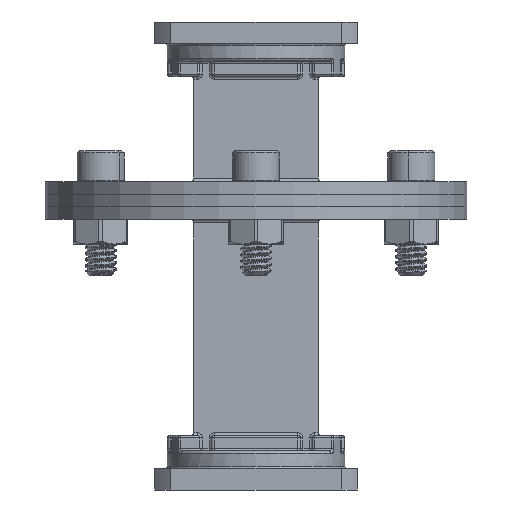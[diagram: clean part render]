
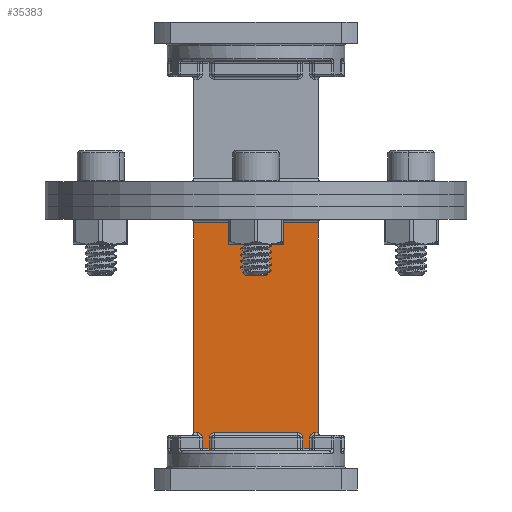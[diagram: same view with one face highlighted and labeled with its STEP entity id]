
A CAD part, front view. The second image highlights one B-rep face of the part: STEP entity #35383.
In plain terms, the highlighted planar face has unit normal (0, -1, 0).
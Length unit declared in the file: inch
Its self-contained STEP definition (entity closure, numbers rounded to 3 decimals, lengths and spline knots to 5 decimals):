
#136 = ORIENTED_EDGE ( 'NONE', *, *, #28444, .F. ) ;
#146 = VERTEX_POINT ( 'NONE', #19659 ) ;
#1125 = VERTEX_POINT ( 'NONE', #40078 ) ;
#1525 = CARTESIAN_POINT ( 'NONE',  ( 0.33625, -0.25, -3.2925 ) ) ;
#1800 = VERTEX_POINT ( 'NONE', #2316 ) ;
#1918 = VERTEX_POINT ( 'NONE', #19356 ) ;
#2060 = VERTEX_POINT ( 'NONE', #29152 ) ;
#2187 = DIRECTION ( 'NONE',  ( 0., 0., 1. ) ) ;
#2316 = CARTESIAN_POINT ( 'NONE',  ( 0.47, -0.25, -3.2925 ) ) ;
#3832 = CARTESIAN_POINT ( 'NONE',  ( -0.35625, -0.25, -3.2925 ) ) ;
#4214 = VECTOR ( 'NONE', #22126, 39.37008 ) ;
#4842 = CARTESIAN_POINT ( 'NONE',  ( -0.35625, -0.25, 0.55557 ) ) ;
#4859 = CARTESIAN_POINT ( 'NONE',  ( -0.33625, -0.25, -3.2925 ) ) ;
#5470 = CARTESIAN_POINT ( 'NONE',  ( 0.5, -0.25, -1.61 ) ) ;
#5735 = VERTEX_POINT ( 'NONE', #44653 ) ;
#6415 = LINE ( 'NONE', #13473, #19673 ) ;
#6582 = VERTEX_POINT ( 'NONE', #22939 ) ;
#6941 = ORIENTED_EDGE ( 'NONE', *, *, #49504, .F. ) ;
#6968 = CIRCLE ( 'NONE', #46284, 0.04 ) ;
#7750 = DIRECTION ( 'NONE',  ( 0., 0., 1. ) ) ;
#8147 = ORIENTED_EDGE ( 'NONE', *, *, #41575, .T. ) ;
#8287 = VERTEX_POINT ( 'NONE', #29940 ) ;
#8501 = CARTESIAN_POINT ( 'NONE',  ( 0.47, -0.25, -3.3325 ) ) ;
#8713 = EDGE_CURVE ( 'NONE', #1800, #9067, #42133, .T. ) ;
#9067 = VERTEX_POINT ( 'NONE', #48925 ) ;
#9366 = PLANE ( 'NONE',  #44480 ) ;
#9417 = DIRECTION ( 'NONE',  ( 1., 0., 0. ) ) ;
#9667 = LINE ( 'NONE', #39597, #21115 ) ;
#10541 = EDGE_CURVE ( 'NONE', #1918, #1125, #28485, .T. ) ;
#10738 = EDGE_LOOP ( 'NONE', ( #39910, #44478, #136, #8147, #6941, #45846, #30099, #18666, #20087, #15012, #18304, #45363, #31104, #25288, #40885, #33323 ) ) ;
#11737 = CARTESIAN_POINT ( 'NONE',  ( 0.5, -0.25, -4.43053 ) ) ;
#11985 = DIRECTION ( 'NONE',  ( 0., 0., 1. ) ) ;
#12199 = VERTEX_POINT ( 'NONE', #35543 ) ;
#13473 = CARTESIAN_POINT ( 'NONE',  ( -0.5, -0.25, -1.61 ) ) ;
#13693 = LINE ( 'NONE', #17224, #31593 ) ;
#13801 = VECTOR ( 'NONE', #30350, 39.37008 ) ;
#15012 = ORIENTED_EDGE ( 'NONE', *, *, #39145, .T. ) ;
#15014 = CARTESIAN_POINT ( 'NONE',  ( -0.35625, -0.25, -3.2925 ) ) ;
#16032 = EDGE_CURVE ( 'NONE', #1125, #9067, #21445, .T. ) ;
#16654 = AXIS2_PLACEMENT_3D ( 'NONE', #24799, #32092, #2187 ) ;
#17224 = CARTESIAN_POINT ( 'NONE',  ( -0.37625, -0.25, -3.3125 ) ) ;
#18027 = DIRECTION ( 'NONE',  ( 0., 0., 1. ) ) ;
#18037 = VECTOR ( 'NONE', #40784, 39.37008 ) ;
#18304 = ORIENTED_EDGE ( 'NONE', *, *, #48316, .F. ) ;
#18350 = LINE ( 'NONE', #29667, #4214 ) ;
#18666 = ORIENTED_EDGE ( 'NONE', *, *, #34745, .T. ) ;
#18759 = LINE ( 'NONE', #49151, #37968 ) ;
#19156 = DIRECTION ( 'NONE',  ( 0., -1., 0. ) ) ;
#19356 = CARTESIAN_POINT ( 'NONE',  ( 0.37625, -0.25, -3.4175 ) ) ;
#19659 = CARTESIAN_POINT ( 'NONE',  ( -0.43, -0.25, -3.3325 ) ) ;
#19673 = VECTOR ( 'NONE', #28808, 39.37008 ) ;
#20087 = ORIENTED_EDGE ( 'NONE', *, *, #36708, .F. ) ;
#20184 = DIRECTION ( 'NONE',  ( 1., 0., 0. ) ) ;
#20811 = CARTESIAN_POINT ( 'NONE',  ( 0.37625, -0.25, -3.3325 ) ) ;
#21115 = VECTOR ( 'NONE', #9417, 39.37008 ) ;
#21445 = LINE ( 'NONE', #44069, #18037 ) ;
#21741 = CARTESIAN_POINT ( 'NONE',  ( 0.37625, -0.25, -3.4375 ) ) ;
#22126 = DIRECTION ( 'NONE',  ( 1., 0., 0. ) ) ;
#22432 = LINE ( 'NONE', #3832, #39691 ) ;
#22939 = CARTESIAN_POINT ( 'NONE',  ( -0.5, -0.25, -1.61 ) ) ;
#23540 = LINE ( 'NONE', #11737, #38111 ) ;
#24459 = FACE_OUTER_BOUND ( 'NONE', #10738, .T. ) ;
#24698 = CIRCLE ( 'NONE', #16654, 0.04 ) ;
#24799 = CARTESIAN_POINT ( 'NONE',  ( -0.47, -0.25, -3.3325 ) ) ;
#25288 = ORIENTED_EDGE ( 'NONE', *, *, #16032, .T. ) ;
#25658 = LINE ( 'NONE', #40975, #32447 ) ;
#27518 = EDGE_CURVE ( 'NONE', #1800, #41127, #37884, .T. ) ;
#27948 = DIRECTION ( 'NONE',  ( 0., 0., 1. ) ) ;
#28444 = EDGE_CURVE ( 'NONE', #29085, #6582, #18759, .T. ) ;
#28485 = LINE ( 'NONE', #32239, #35820 ) ;
#28718 = EDGE_CURVE ( 'NONE', #8287, #5735, #9667, .T. ) ;
#28808 = DIRECTION ( 'NONE',  ( -1., 0., 0. ) ) ;
#28926 = EDGE_CURVE ( 'NONE', #30186, #1918, #29280, .T. ) ;
#29085 = VERTEX_POINT ( 'NONE', #30878 ) ;
#29152 = CARTESIAN_POINT ( 'NONE',  ( -0.47, -0.25, -3.2925 ) ) ;
#29280 = LINE ( 'NONE', #21741, #46800 ) ;
#29306 = CARTESIAN_POINT ( 'NONE',  ( -0.33625, -0.25, -3.3325 ) ) ;
#29667 = CARTESIAN_POINT ( 'NONE',  ( -0.35625, -0.25, -3.2925 ) ) ;
#29811 = VERTEX_POINT ( 'NONE', #1525 ) ;
#29940 = CARTESIAN_POINT ( 'NONE',  ( -0.43, -0.25, -3.4175 ) ) ;
#30099 = ORIENTED_EDGE ( 'NONE', *, *, #28718, .T. ) ;
#30178 = VERTEX_POINT ( 'NONE', #5470 ) ;
#30186 = VERTEX_POINT ( 'NONE', #20811 ) ;
#30350 = DIRECTION ( 'NONE',  ( 1., 0., 0. ) ) ;
#30878 = CARTESIAN_POINT ( 'NONE',  ( -0.5, -0.25, -3.2925 ) ) ;
#31104 = ORIENTED_EDGE ( 'NONE', *, *, #10541, .T. ) ;
#31593 = VECTOR ( 'NONE', #32806, 39.37008 ) ;
#32092 = DIRECTION ( 'NONE',  ( 0., -1., 0. ) ) ;
#32239 = CARTESIAN_POINT ( 'NONE',  ( 0.45, -0.25, -3.4175 ) ) ;
#32447 = VECTOR ( 'NONE', #33440, 39.37008 ) ;
#32806 = DIRECTION ( 'NONE',  ( 0., 0., 1. ) ) ;
#33323 = ORIENTED_EDGE ( 'NONE', *, *, #27518, .T. ) ;
#33440 = DIRECTION ( 'NONE',  ( 0., 0., -1. ) ) ;
#34480 = CARTESIAN_POINT ( 'NONE',  ( 0.33625, -0.25, -3.3325 ) ) ;
#34745 = EDGE_CURVE ( 'NONE', #5735, #12199, #13693, .T. ) ;
#35383 = ADVANCED_FACE ( 'NONE', ( #24459 ), #9366, .F. ) ;
#35543 = CARTESIAN_POINT ( 'NONE',  ( -0.37625, -0.25, -3.3325 ) ) ;
#35820 = VECTOR ( 'NONE', #39546, 39.37008 ) ;
#36006 = DIRECTION ( 'NONE',  ( 0., 1., 0. ) ) ;
#36542 = EDGE_CURVE ( 'NONE', #41127, #30178, #23540, .T. ) ;
#36672 = EDGE_CURVE ( 'NONE', #30178, #6582, #6415, .T. ) ;
#36708 = EDGE_CURVE ( 'NONE', #40304, #12199, #45350, .T. ) ;
#37884 = LINE ( 'NONE', #15014, #13801 ) ;
#37968 = VECTOR ( 'NONE', #18027, 39.37008 ) ;
#38111 = VECTOR ( 'NONE', #11985, 39.37008 ) ;
#38912 = DIRECTION ( 'NONE',  ( 0., -1., 0. ) ) ;
#39145 = EDGE_CURVE ( 'NONE', #40304, #29811, #18350, .T. ) ;
#39546 = DIRECTION ( 'NONE',  ( 1., 0., 0. ) ) ;
#39597 = CARTESIAN_POINT ( 'NONE',  ( -0.35625, -0.25, -3.4175 ) ) ;
#39691 = VECTOR ( 'NONE', #45791, 39.37008 ) ;
#39910 = ORIENTED_EDGE ( 'NONE', *, *, #36542, .T. ) ;
#40078 = CARTESIAN_POINT ( 'NONE',  ( 0.43, -0.25, -3.4175 ) ) ;
#40114 = DIRECTION ( 'NONE',  ( 0., 0., 1. ) ) ;
#40304 = VERTEX_POINT ( 'NONE', #4859 ) ;
#40689 = CARTESIAN_POINT ( 'NONE',  ( 0.5, -0.25, -3.2925 ) ) ;
#40784 = DIRECTION ( 'NONE',  ( 0., 0., 1. ) ) ;
#40885 = ORIENTED_EDGE ( 'NONE', *, *, #8713, .F. ) ;
#40952 = EDGE_CURVE ( 'NONE', #146, #8287, #25658, .T. ) ;
#40975 = CARTESIAN_POINT ( 'NONE',  ( -0.43, -0.25, -3.4375 ) ) ;
#41127 = VERTEX_POINT ( 'NONE', #40689 ) ;
#41342 = AXIS2_PLACEMENT_3D ( 'NONE', #8501, #38912, #7750 ) ;
#41575 = EDGE_CURVE ( 'NONE', #29085, #2060, #22432, .T. ) ;
#42133 = CIRCLE ( 'NONE', #41342, 0.04 ) ;
#44069 = CARTESIAN_POINT ( 'NONE',  ( 0.43, -0.25, -3.3125 ) ) ;
#44478 = ORIENTED_EDGE ( 'NONE', *, *, #36672, .T. ) ;
#44480 = AXIS2_PLACEMENT_3D ( 'NONE', #4842, #36006, #20184 ) ;
#44599 = DIRECTION ( 'NONE',  ( 0., 0., -1. ) ) ;
#44623 = DIRECTION ( 'NONE',  ( 0., -1., 0. ) ) ;
#44653 = CARTESIAN_POINT ( 'NONE',  ( -0.37625, -0.25, -3.4175 ) ) ;
#45350 = CIRCLE ( 'NONE', #46947, 0.04 ) ;
#45363 = ORIENTED_EDGE ( 'NONE', *, *, #28926, .T. ) ;
#45791 = DIRECTION ( 'NONE',  ( 1., 0., 0. ) ) ;
#45846 = ORIENTED_EDGE ( 'NONE', *, *, #40952, .T. ) ;
#46284 = AXIS2_PLACEMENT_3D ( 'NONE', #34480, #19156, #27948 ) ;
#46800 = VECTOR ( 'NONE', #44599, 39.37008 ) ;
#46947 = AXIS2_PLACEMENT_3D ( 'NONE', #29306, #44623, #40114 ) ;
#48316 = EDGE_CURVE ( 'NONE', #30186, #29811, #6968, .T. ) ;
#48925 = CARTESIAN_POINT ( 'NONE',  ( 0.43, -0.25, -3.3325 ) ) ;
#49151 = CARTESIAN_POINT ( 'NONE',  ( -0.5, -0.25, -4.43053 ) ) ;
#49504 = EDGE_CURVE ( 'NONE', #146, #2060, #24698, .T. ) ;
